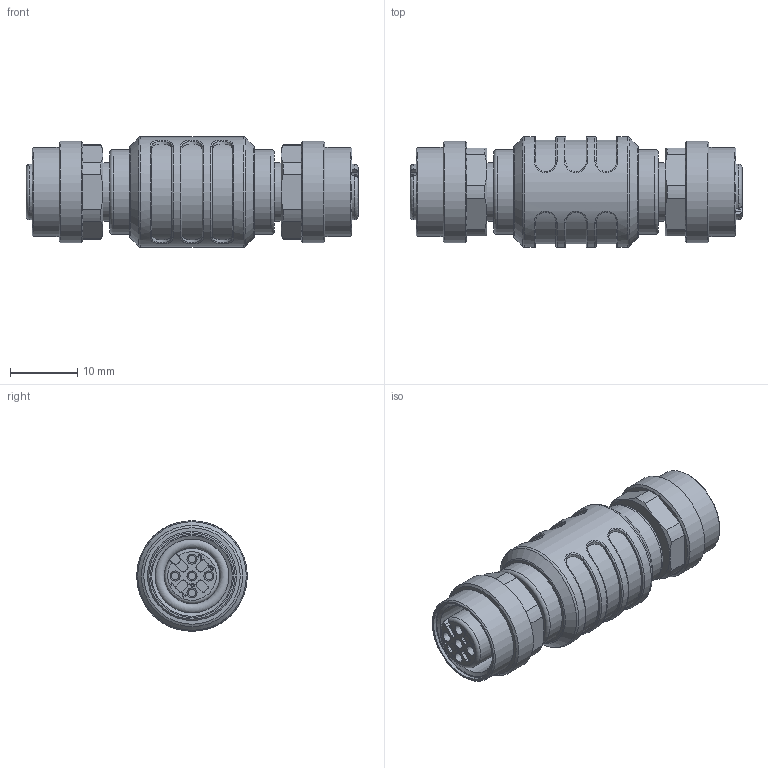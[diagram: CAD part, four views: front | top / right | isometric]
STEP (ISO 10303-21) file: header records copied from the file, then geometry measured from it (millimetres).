
FILE_DESCRIPTION(/* description */ (''),/* implementation_level */ '2;1');
FILE_NAME(/* name */ '5039157_step.stp',/* time_stamp */ '2022-04-29T11:19:01+02:00',/* author */ (''),/* organization */ (''),/* preprocessor_version */ 'ST-DEVELOPER v16',/* originating_system */ 'SIEMENS PLM Software NX 10.0',/* authorisation */ '');
FILE_SCHEMA (('AUTOMOTIVE_DESIGN { 1 0 10303 214 3 1 1 1 }'));
Bounding box: 49.2 x 16.4 x 16.4 mm (x, y, z)
Volume: 7100.3 mm3; surface area: 4030.9 mm2
Topology: 1 solids, 1 shells, 387 faces, 967 edges, 630 vertices
Faces by surface type: plane 158, cylinder 99, extrusion 64, cone 32, torus 22, bspline 12
Full cylindrical faces by diameter (mm): 1.15 x10, 8.7 x2, 10.95 x2, 12.3 x2, 12.6 x2, 13.2 x2, 15 x2, 16.4 x1
Entity records: 12586 total; most frequent: CRTPNT 4096, ORNEDG 1792, DRCTN 1526, EDGCRV 896, VRTPNT 610, A2PL3D 582, EDGLP 486, BSCWK 392
